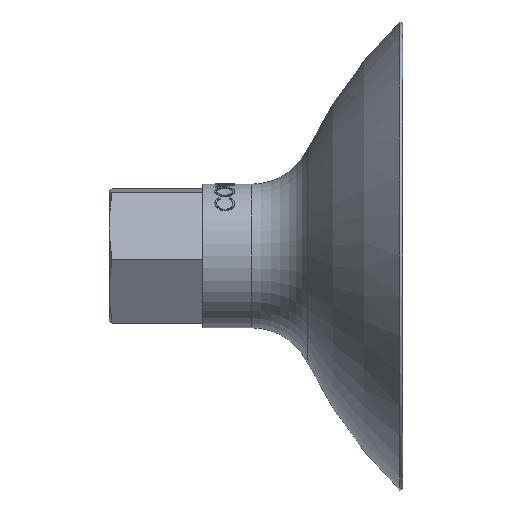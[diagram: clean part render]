
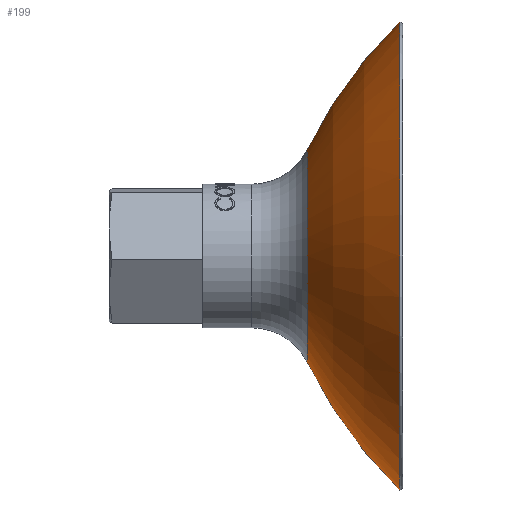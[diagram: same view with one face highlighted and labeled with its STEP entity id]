
A CAD part, left-side view. The second image highlights one B-rep face of the part: STEP entity #199.
In plain terms, the highlighted toroidal (fillet/blend) face has major radius 16.024 mm and minor radius 75 mm.
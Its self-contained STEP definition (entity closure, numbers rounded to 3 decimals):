
#199=ADVANCED_FACE('',(#499),#500,.T.);
#499=FACE_OUTER_BOUND('',#908,.T.);
#500=TOROIDAL_SURFACE('',#909,-16.024,75.0);
#908=EDGE_LOOP('',(#4941,#4942,#4943,#4944));
#909=AXIS2_PLACEMENT_3D('',#4945,#4946,#4947);
#4941=ORIENTED_EDGE('',*,*,#5787,.F.);
#4942=ORIENTED_EDGE('',*,*,#5868,.T.);
#4943=ORIENTED_EDGE('',*,*,#5789,.T.);
#4944=ORIENTED_EDGE('',*,*,#5793,.F.);
#4945=CARTESIAN_POINT('',(0.0,-84.037,0.0));
#4946=DIRECTION('',(0.0,1.0,0.0));
#4947=DIRECTION('',(0.0,0.0,1.0));
#5787=EDGE_CURVE('',#6242,#6248,#6249,.T.);
#5789=EDGE_CURVE('',#6244,#6250,#6252,.T.);
#5793=EDGE_CURVE('',#6248,#6250,#6258,.T.);
#5868=EDGE_CURVE('',#6242,#6244,#6379,.T.);
#6242=VERTEX_POINT('',#7016);
#6244=VERTEX_POINT('',#7018);
#6248=VERTEX_POINT('',#7022);
#6249=CIRCLE('',#7023,75.0);
#6250=VERTEX_POINT('',#7024);
#6252=CIRCLE('',#7026,75.0);
#6258=CIRCLE('',#7032,17.085);
#6379=CIRCLE('',#7744,37.5);
#7016=CARTESIAN_POINT('',(0.,-31.5,-37.5));
#7018=CARTESIAN_POINT('',(0.0,-31.5,37.5));
#7022=CARTESIAN_POINT('',(0.,-16.741,-17.085));
#7023=AXIS2_PLACEMENT_3D('',#9345,#9346,#9347);
#7024=CARTESIAN_POINT('',(0.0,-16.741,17.085));
#7026=AXIS2_PLACEMENT_3D('',#9351,#9352,#9353);
#7032=AXIS2_PLACEMENT_3D('',#9360,#9361,#9362);
#7744=AXIS2_PLACEMENT_3D('',#9443,#9444,#9445);
#9345=CARTESIAN_POINT('',(0.,-84.037,16.024));
#9346=DIRECTION('',(1.0,0.0,0.));
#9347=DIRECTION('',(0.,0.0,-1.0));
#9351=CARTESIAN_POINT('',(0.0,-84.037,-16.024));
#9352=DIRECTION('',(-1.0,0.0,0.0));
#9353=DIRECTION('',(0.0,0.0,1.0));
#9360=CARTESIAN_POINT('',(0.0,-16.741,0.0));
#9361=DIRECTION('',(0.0,1.0,0.0));
#9362=DIRECTION('',(0.0,0.0,1.0));
#9443=CARTESIAN_POINT('',(0.0,-31.5,0.0));
#9444=DIRECTION('',(0.0,1.0,0.0));
#9445=DIRECTION('',(0.0,0.0,1.0));
